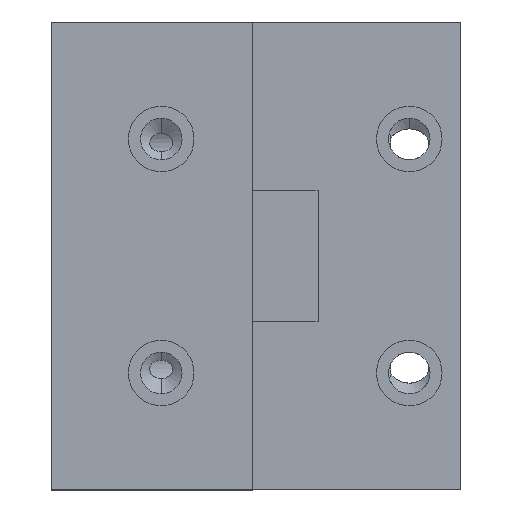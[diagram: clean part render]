
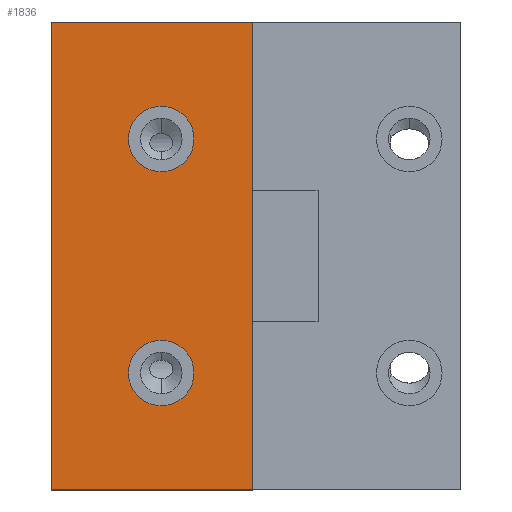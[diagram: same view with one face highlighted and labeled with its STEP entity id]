
A CAD part, left-side view. The second image highlights one B-rep face of the part: STEP entity #1836.
In plain terms, the highlighted planar face has unit normal (-1, 0, 0).
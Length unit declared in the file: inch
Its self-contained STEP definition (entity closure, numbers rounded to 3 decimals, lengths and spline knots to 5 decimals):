
#55 = DIRECTION ( 'NONE',  ( 0., 0., -1. ) ) ;
#81 = ORIENTED_EDGE ( 'NONE', *, *, #3774, .F. ) ;
#129 = CARTESIAN_POINT ( 'NONE',  ( -1.36665, 1.10353, 0.35876 ) ) ;
#217 = ORIENTED_EDGE ( 'NONE', *, *, #4274, .F. ) ;
#358 = EDGE_LOOP ( 'NONE', ( #5251, #479, #217, #818 ) ) ;
#479 = ORIENTED_EDGE ( 'NONE', *, *, #2988, .F. ) ;
#567 = CARTESIAN_POINT ( 'NONE',  ( -1.36665, 1.29853, 0.10876 ) ) ;
#666 = DIRECTION ( 'NONE',  ( 0., 1., 0. ) ) ;
#687 = VERTEX_POINT ( 'NONE', #5001 ) ;
#709 = AXIS2_PLACEMENT_3D ( 'NONE', #567, #6119, #1754 ) ;
#756 = AXIS2_PLACEMENT_3D ( 'NONE', #5188, #1403, #5747 ) ;
#760 = LINE ( 'NONE', #6013, #4718 ) ;
#771 = VERTEX_POINT ( 'NONE', #7604 ) ;
#778 = LINE ( 'NONE', #1014, #5504 ) ;
#818 = ORIENTED_EDGE ( 'NONE', *, *, #4620, .T. ) ;
#1008 = ORIENTED_EDGE ( 'NONE', *, *, #1062, .F. ) ;
#1011 = CARTESIAN_POINT ( 'NONE',  ( -1.36665, 1.29853, -0.39124 ) ) ;
#1014 = CARTESIAN_POINT ( 'NONE',  ( -1.36665, 1.10353, 0.35876 ) ) ;
#1062 = EDGE_CURVE ( 'NONE', #3107, #687, #2192, .T. ) ;
#1178 = AXIS2_PLACEMENT_3D ( 'NONE', #1586, #2864, #2760 ) ;
#1292 = CIRCLE ( 'NONE', #5561, 0.07 ) ;
#1403 = DIRECTION ( 'NONE',  ( 1., 0., 0. ) ) ;
#1429 = PLANE ( 'NONE',  #756 ) ;
#1460 = ORIENTED_EDGE ( 'NONE', *, *, #2733, .F. ) ;
#1518 = AXIS2_PLACEMENT_3D ( 'NONE', #2326, #4752, #3490 ) ;
#1586 = CARTESIAN_POINT ( 'NONE',  ( -1.36665, 1.29853, -0.39124 ) ) ;
#1592 = FACE_BOUND ( 'NONE', #2120, .T. ) ;
#1632 = DIRECTION ( 'NONE',  ( -1., 0., 0. ) ) ;
#1754 = DIRECTION ( 'NONE',  ( 0., 0., -1. ) ) ;
#1836 = ADVANCED_FACE ( 'NONE', ( #4882, #1592, #3920 ), #1429, .F. ) ;
#2120 = EDGE_LOOP ( 'NONE', ( #1008, #5519 ) ) ;
#2192 = CIRCLE ( 'NONE', #1518, 0.07 ) ;
#2312 = VERTEX_POINT ( 'NONE', #2849 ) ;
#2326 = CARTESIAN_POINT ( 'NONE',  ( -1.36665, 1.29853, 0.10876 ) ) ;
#2733 = EDGE_CURVE ( 'NONE', #4770, #771, #1292, .T. ) ;
#2760 = DIRECTION ( 'NONE',  ( 0., 0., -1. ) ) ;
#2849 = CARTESIAN_POINT ( 'NONE',  ( -1.36665, 1.53353, -0.64124 ) ) ;
#2864 = DIRECTION ( 'NONE',  ( -1., 0., 0. ) ) ;
#2988 = EDGE_CURVE ( 'NONE', #5120, #2312, #7233, .T. ) ;
#2996 = CARTESIAN_POINT ( 'NONE',  ( -1.36665, 1.53353, 0.35876 ) ) ;
#3107 = VERTEX_POINT ( 'NONE', #3902 ) ;
#3490 = DIRECTION ( 'NONE',  ( 0., 0., -1. ) ) ;
#3774 = EDGE_CURVE ( 'NONE', #771, #4770, #5289, .T. ) ;
#3902 = CARTESIAN_POINT ( 'NONE',  ( -1.36665, 1.29853, 0.03876 ) ) ;
#3920 = FACE_OUTER_BOUND ( 'NONE', #358, .T. ) ;
#4274 = EDGE_CURVE ( 'NONE', #4904, #5120, #778, .T. ) ;
#4401 = VERTEX_POINT ( 'NONE', #2996 ) ;
#4617 = VECTOR ( 'NONE', #55, 39.37008 ) ;
#4620 = EDGE_CURVE ( 'NONE', #4904, #4401, #760, .T. ) ;
#4670 = CARTESIAN_POINT ( 'NONE',  ( -1.36665, 1.10353, -0.64124 ) ) ;
#4718 = VECTOR ( 'NONE', #5413, 39.37008 ) ;
#4752 = DIRECTION ( 'NONE',  ( -1., 0., 0. ) ) ;
#4770 = VERTEX_POINT ( 'NONE', #4998 ) ;
#4873 = CARTESIAN_POINT ( 'NONE',  ( -1.36665, 1.53353, 0.35876 ) ) ;
#4882 = FACE_BOUND ( 'NONE', #7030, .T. ) ;
#4904 = VERTEX_POINT ( 'NONE', #129 ) ;
#4998 = CARTESIAN_POINT ( 'NONE',  ( -1.36665, 1.29853, -0.46124 ) ) ;
#5001 = CARTESIAN_POINT ( 'NONE',  ( -1.36665, 1.29853, 0.17876 ) ) ;
#5120 = VERTEX_POINT ( 'NONE', #4670 ) ;
#5154 = EDGE_CURVE ( 'NONE', #4401, #2312, #6043, .T. ) ;
#5188 = CARTESIAN_POINT ( 'NONE',  ( -1.36665, 1.10353, 0.35876 ) ) ;
#5208 = VECTOR ( 'NONE', #666, 39.37008 ) ;
#5251 = ORIENTED_EDGE ( 'NONE', *, *, #5154, .T. ) ;
#5289 = CIRCLE ( 'NONE', #1178, 0.07 ) ;
#5413 = DIRECTION ( 'NONE',  ( 0., 1., 0. ) ) ;
#5504 = VECTOR ( 'NONE', #5923, 39.37008 ) ;
#5519 = ORIENTED_EDGE ( 'NONE', *, *, #7908, .F. ) ;
#5561 = AXIS2_PLACEMENT_3D ( 'NONE', #1011, #1632, #6607 ) ;
#5652 = CIRCLE ( 'NONE', #709, 0.07 ) ;
#5747 = DIRECTION ( 'NONE',  ( 0., 0., 1. ) ) ;
#5923 = DIRECTION ( 'NONE',  ( 0., 0., -1. ) ) ;
#6013 = CARTESIAN_POINT ( 'NONE',  ( -1.36665, 1.10353, 0.35876 ) ) ;
#6043 = LINE ( 'NONE', #4873, #4617 ) ;
#6119 = DIRECTION ( 'NONE',  ( -1., 0., 0. ) ) ;
#6607 = DIRECTION ( 'NONE',  ( 0., 0., -1. ) ) ;
#6764 = CARTESIAN_POINT ( 'NONE',  ( -1.36665, 1.10353, -0.64124 ) ) ;
#7030 = EDGE_LOOP ( 'NONE', ( #1460, #81 ) ) ;
#7233 = LINE ( 'NONE', #6764, #5208 ) ;
#7604 = CARTESIAN_POINT ( 'NONE',  ( -1.36665, 1.29853, -0.32124 ) ) ;
#7908 = EDGE_CURVE ( 'NONE', #687, #3107, #5652, .T. ) ;
